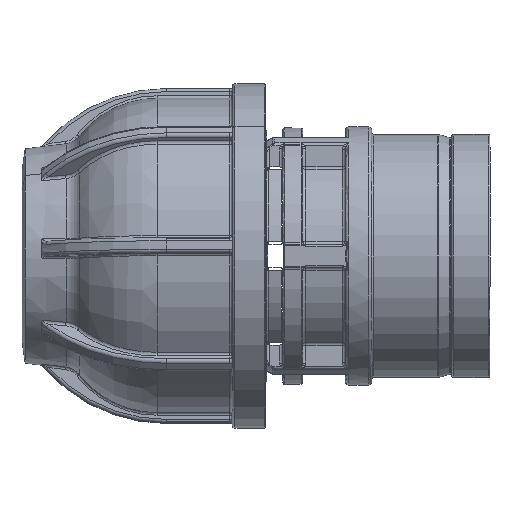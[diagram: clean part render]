
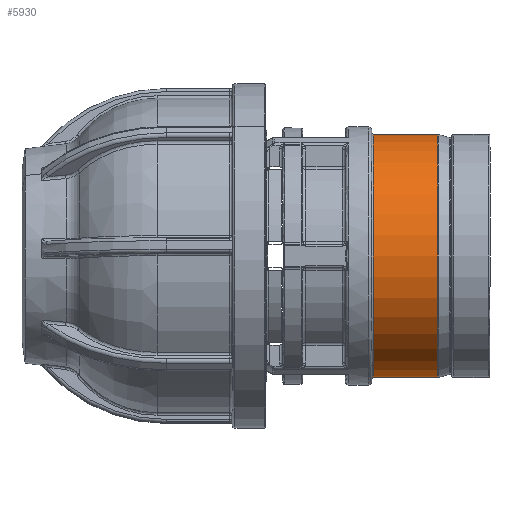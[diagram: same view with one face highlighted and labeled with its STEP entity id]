
A CAD part, front view. The second image highlights one B-rep face of the part: STEP entity #5930.
In plain terms, the highlighted cylindrical face has radius 18.5 mm (diameter 37 mm), a partial arc.
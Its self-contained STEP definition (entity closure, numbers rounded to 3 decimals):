
#5641 = EDGE_CURVE ( 'NONE', #22325, #8431, #6564, .T. ) ;
#5642 = EDGE_CURVE ( 'NONE', #22327, #22325, #18502, .T. ) ;
#5643 = EDGE_CURVE ( 'NONE', #8431, #22326, #18486, .T. ) ;
#5644 = EDGE_CURVE ( 'NONE', #22327, #22326, #6565, .T. ) ;
#5930 = ADVANCED_FACE ( 'NONE', ( #6788 ), #6789, .T. ) ;
#6564 = LINE ( 'NONE', #9730, #18503 ) ;
#6565 = LINE ( 'NONE', #9738, #18507 ) ;
#6788 = FACE_OUTER_BOUND ( 'NONE', #19228, .T. ) ;
#6789 = CYLINDRICAL_SURFACE ( 'NONE', #18766, 18.5 ) ;
#7594 = CARTESIAN_POINT ( 'NONE',  ( -17.75, -111.703, 18.5 ) ) ;
#8431 = VERTEX_POINT ( 'NONE', #7594 ) ;
#9730 = CARTESIAN_POINT ( 'NONE',  ( -18., -111.703, 18.5 ) ) ;
#9731 = DIRECTION ( 'NONE',  ( -1., 0., 0. ) ) ;
#9732 = CARTESIAN_POINT ( 'NONE',  ( -7.935, -111.703, 0. ) ) ;
#9733 = DIRECTION ( 'NONE',  ( -1., 0., 0. ) ) ;
#9734 = DIRECTION ( 'NONE',  ( 0., 0., 1. ) ) ;
#9735 = CARTESIAN_POINT ( 'NONE',  ( -17.75, -111.703, 0. ) ) ;
#9736 = DIRECTION ( 'NONE',  ( 1., 0., 0. ) ) ;
#9737 = DIRECTION ( 'NONE',  ( 0., 0., -1. ) ) ;
#9738 = CARTESIAN_POINT ( 'NONE',  ( -18., -111.703, -18.5 ) ) ;
#9739 = DIRECTION ( 'NONE',  ( -1., 0., 0. ) ) ;
#11843 = CARTESIAN_POINT ( 'NONE',  ( -7.935, -111.703, 18.5 ) ) ;
#11844 = CARTESIAN_POINT ( 'NONE',  ( -17.75, -111.703, -18.5 ) ) ;
#11845 = CARTESIAN_POINT ( 'NONE',  ( -7.935, -111.703, -18.5 ) ) ;
#17920 = CARTESIAN_POINT ( 'NONE',  ( -18., -111.703, 0. ) ) ;
#17921 = DIRECTION ( 'NONE',  ( -1., 0., 0. ) ) ;
#17922 = DIRECTION ( 'NONE',  ( 0., 0., -1. ) ) ;
#18486 = CIRCLE ( 'NONE', #18505, 18.5 ) ;
#18502 = CIRCLE ( 'NONE', #18504, 18.5 ) ;
#18503 = VECTOR ( 'NONE', #9731, 1000. ) ;
#18504 = AXIS2_PLACEMENT_3D ( 'NONE', #9732, #9733, #9734 ) ;
#18505 = AXIS2_PLACEMENT_3D ( 'NONE', #9735, #9736, #9737 ) ;
#18507 = VECTOR ( 'NONE', #9739, 1000. ) ;
#18766 = AXIS2_PLACEMENT_3D ( 'NONE', #17920, #17921, #17922 ) ;
#19228 = EDGE_LOOP ( 'NONE', ( #21815, #21817, #21816, #21818 ) ) ;
#21815 = ORIENTED_EDGE ( 'NONE', *, *, #5642, .T. ) ;
#21816 = ORIENTED_EDGE ( 'NONE', *, *, #5643, .T. ) ;
#21817 = ORIENTED_EDGE ( 'NONE', *, *, #5641, .T. ) ;
#21818 = ORIENTED_EDGE ( 'NONE', *, *, #5644, .F. ) ;
#22325 = VERTEX_POINT ( 'NONE', #11843 ) ;
#22326 = VERTEX_POINT ( 'NONE', #11844 ) ;
#22327 = VERTEX_POINT ( 'NONE', #11845 ) ;
